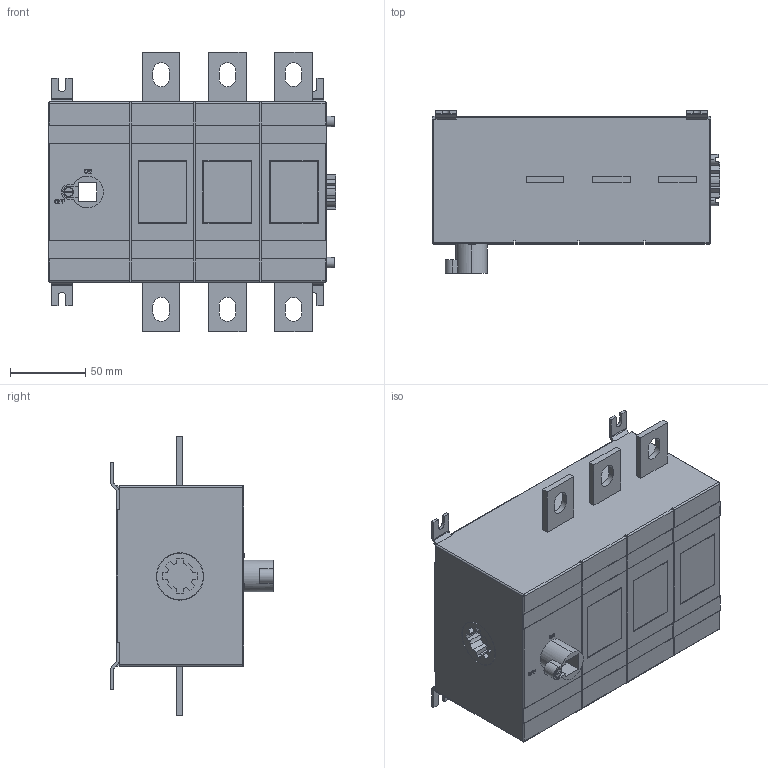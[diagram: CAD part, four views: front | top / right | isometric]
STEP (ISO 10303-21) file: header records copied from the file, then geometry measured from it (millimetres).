
FILE_DESCRIPTION (( 'STEP AP214' ), '1' );
FILE_NAME ('KARAT Âûêë-ðàçúåä. ÂÐÊ áåç ðóêîÿòêè 3P 400À IEK.STEP', '2026-01-14T09:38:10', ( '' ), ( '' ), 'SwSTEP 2.0', 'SolidWorks 2022', '' );
FILE_SCHEMA (( 'AUTOMOTIVE_DESIGN' ));
Length unit declared in the file: millimetre
Products named in the file (1): KARAT Выкл-разъед. ВРК без рукоятки 3P 400А IEK
Bounding box: 191 x 108 x 186 mm (x, y, z)
Volume: 1891747.9 mm3; surface area: 120811.3 mm2
Topology: 1 solids, 1 shells, 439 faces, 1188 edges, 777 vertices
Faces by surface type: plane 298, cylinder 118, bspline 16, sphere 4, torus 3
Entity records: 15058 total; most frequent: CARTESIAN_POINT 3881, ORIENTED_EDGE 2368, DIRECTION 2234, EDGE_CURVE 1184, VECTOR 886, LINE 886, VERTEX_POINT 777, AXIS2_PLACEMENT_3D 674
